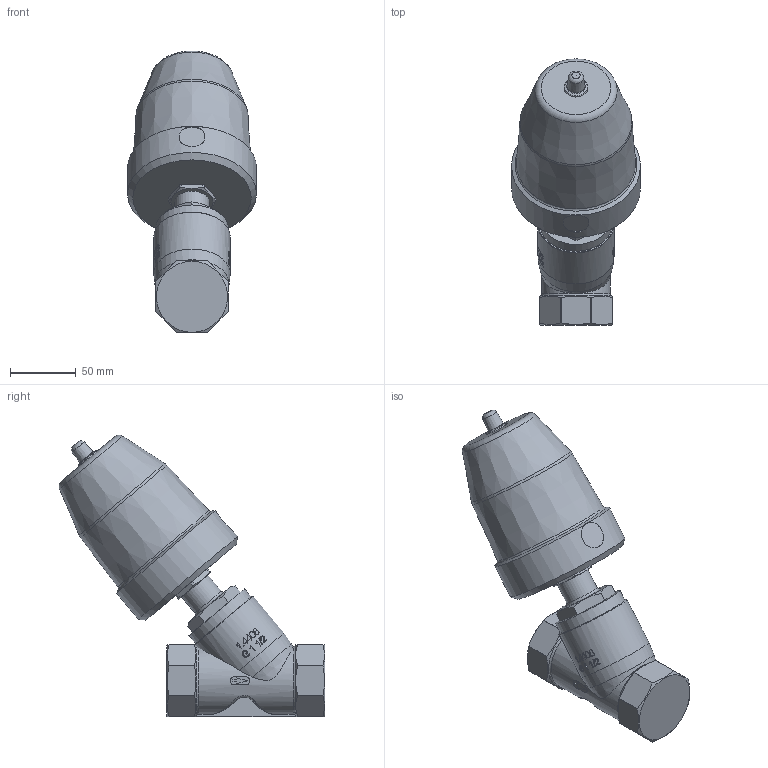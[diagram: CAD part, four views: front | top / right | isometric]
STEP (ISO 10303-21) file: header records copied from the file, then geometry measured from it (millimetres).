
FILE_DESCRIPTION(/* description */ ('3D-Modell'),/* implementation_level */ '2;1');
FILE_NAME(/* name */ '063.002529_A6327-0804-7308.stp',/* time_stamp */ '2018-04-23T13:36:14+02:00',/* author */ ('EFast'),/* organization */ (''),/* preprocessor_version */ 'ST-DEVELOPER v16.1',/* originating_system */ 'Autodesk Inventor 2016',/* authorisation */ '');
FILE_SCHEMA (('AUTOMOTIVE_DESIGN { 1 0 10303 214 3 1 1 }'));
Length unit declared in the file: millimetre
Products named in the file (1): 87-014400
Bounding box: 98 x 201.99 x 214.23 mm (x, y, z)
Volume: 1107749.4 mm3; surface area: 79184.9 mm2
Topology: 1 solids, 1 shells, 321 faces, 848 edges, 556 vertices
Faces by surface type: plane 149, bspline 77, cylinder 59, cone 25, torus 9, sphere 2
Full cylindrical faces by diameter (mm): 18.2 x1, 26 x1, 55 x1, 98 x1
Entity records: 32585 total; most frequent: CARTESIAN_POINT 25531, ORIENTED_EDGE 1638, DIRECTION 1152, EDGE_CURVE 819, VERTEX_POINT 547, AXIS2_PLACEMENT_3D 414, EDGE_LOOP 368, LINE 324
